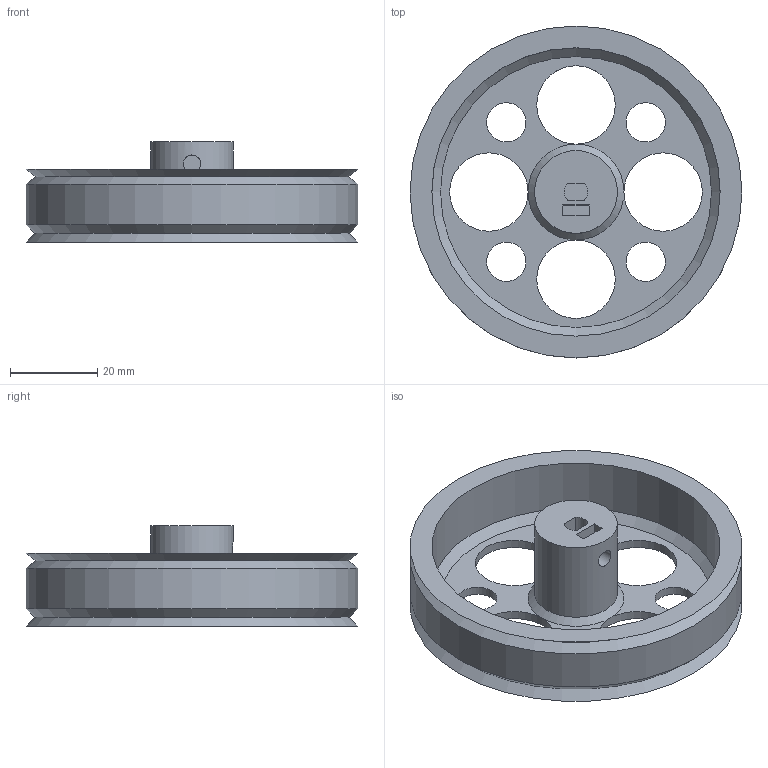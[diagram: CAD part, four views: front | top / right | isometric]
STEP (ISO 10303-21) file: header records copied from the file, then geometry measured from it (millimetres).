
FILE_DESCRIPTION(('FreeCAD Model'),'2;1');
FILE_NAME('Open CASCADE Shape Model','2021-06-11T18:54:51',('Author'),( ''),'Open CASCADE STEP processor 7.4','FreeCAD','Unknown');
FILE_SCHEMA(('AUTOMOTIVE_DESIGN { 1 0 10303 214 1 1 1 1 }'));
Length unit declared in the file: millimetre
Products named in the file (1): Chamfer
Bounding box: 76.19 x 76.19 x 23 mm (x, y, z)
Volume: 27199 mm3; surface area: 16424.5 mm2
Topology: 1 solids, 1 shells, 34 faces, 88 edges, 55 vertices
Faces by surface type: cylinder 15, plane 13, cone 6
Full cylindrical faces by diameter (mm): 4 x2, 9 x4, 18 x4, 19 x1, 66.19 x1, 76.18 x1
Entity records: 2589 total; most frequent: CARTESIAN_POINT 833, DIRECTION 320, ORIENTED_EDGE 174, PCURVE 174, DEFINITIONAL_REPRESENTATION 174, LINE 157, VECTOR 157, EDGE_CURVE 87
